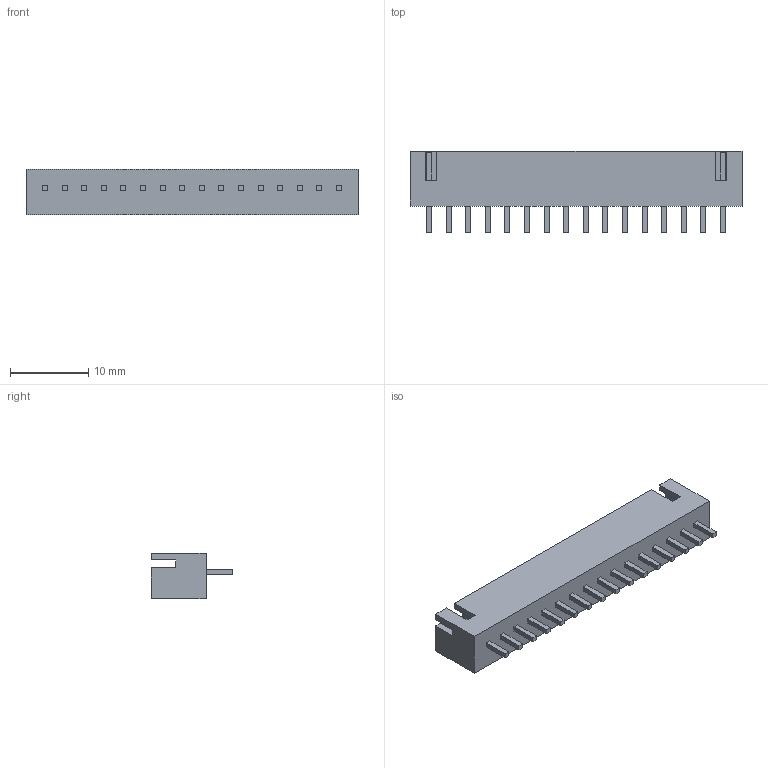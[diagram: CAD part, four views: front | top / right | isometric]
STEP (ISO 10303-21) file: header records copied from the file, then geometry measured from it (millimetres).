
FILE_DESCRIPTION (( 'STEP AP214' ), '1' );
FILE_NAME ('B16B-XH-A.STEP', '2018-11-26T02:30:26', ( '' ), ( '' ), 'SwSTEP 2.0', 'SolidWorks 2012', '' );
FILE_SCHEMA (( 'AUTOMOTIVE_DESIGN' ));
Length unit declared in the file: millimetre
Products named in the file (1): B16B-XH-A
Bounding box: 42.4 x 10.4 x 5.75 mm (x, y, z)
Volume: 960 mm3; surface area: 1895.3 mm2
Topology: 1 solids, 1 shells, 184 faces, 450 edges, 300 vertices
Faces by surface type: plane 184
Entity records: 5526 total; most frequent: CARTESIAN_POINT 935, ORIENTED_EDGE 900, DIRECTION 820, VECTOR 450, LINE 450, EDGE_CURVE 450, VERTEX_POINT 300, EDGE_LOOP 216
